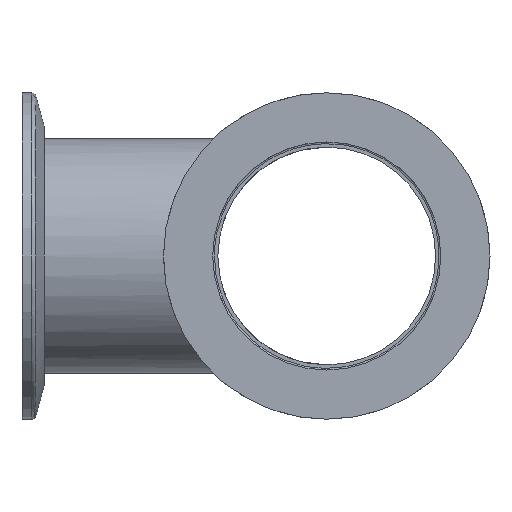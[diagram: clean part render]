
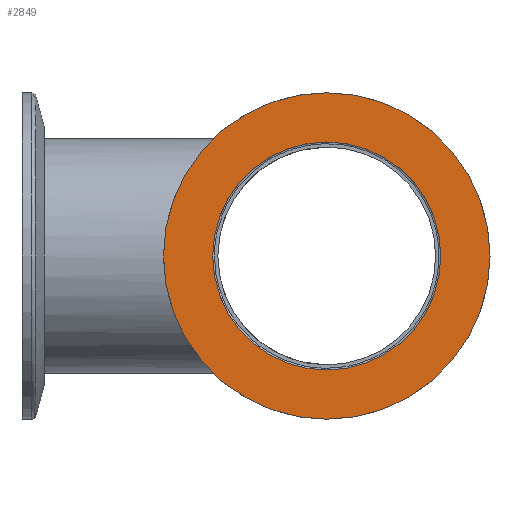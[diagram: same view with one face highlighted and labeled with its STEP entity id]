
A CAD part, left-side view. The second image highlights one B-rep face of the part: STEP entity #2849.
In plain terms, the highlighted planar face has unit normal (-1, 0, 0).
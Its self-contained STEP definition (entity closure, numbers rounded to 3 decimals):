
#36 = DIRECTION ( 'NONE',  ( 1., 0., 0. ) ) ;
#129 = DIRECTION ( 'NONE',  ( 0., 0., -1. ) ) ;
#395 = CIRCLE ( 'NONE', #817, 26.2 ) ;
#405 = AXIS2_PLACEMENT_3D ( 'NONE', #3154, #2657, #129 ) ;
#720 = FACE_BOUND ( 'NONE', #1191, .T. ) ;
#752 = PLANE ( 'NONE',  #983 ) ;
#788 = DIRECTION ( 'NONE',  ( 0., 0., 1. ) ) ;
#817 = AXIS2_PLACEMENT_3D ( 'NONE', #2555, #36, #1789 ) ;
#977 = ORIENTED_EDGE ( 'NONE', *, *, #2869, .T. ) ;
#983 = AXIS2_PLACEMENT_3D ( 'NONE', #1777, #1062, #788 ) ;
#1062 = DIRECTION ( 'NONE',  ( -1., 0., 0. ) ) ;
#1101 = VERTEX_POINT ( 'NONE', #1404 ) ;
#1191 = EDGE_LOOP ( 'NONE', ( #977 ) ) ;
#1404 = CARTESIAN_POINT ( 'NONE',  ( 0., 0., -37.5 ) ) ;
#1777 = CARTESIAN_POINT ( 'NONE',  ( 0., 37.5, 0. ) ) ;
#1789 = DIRECTION ( 'NONE',  ( 0., 0., -1. ) ) ;
#1867 = EDGE_LOOP ( 'NONE', ( #2526 ) ) ;
#2030 = EDGE_CURVE ( 'NONE', #1101, #1101, #2489, .T. ) ;
#2489 = CIRCLE ( 'NONE', #405, 37.5 ) ;
#2526 = ORIENTED_EDGE ( 'NONE', *, *, #2030, .T. ) ;
#2554 = FACE_OUTER_BOUND ( 'NONE', #1867, .T. ) ;
#2555 = CARTESIAN_POINT ( 'NONE',  ( 0., 0., 0. ) ) ;
#2657 = DIRECTION ( 'NONE',  ( -1., 0., 0. ) ) ;
#2849 = ADVANCED_FACE ( 'NONE', ( #720, #2554 ), #752, .T. ) ;
#2869 = EDGE_CURVE ( 'NONE', #3072, #3072, #395, .T. ) ;
#3072 = VERTEX_POINT ( 'NONE', #3173 ) ;
#3154 = CARTESIAN_POINT ( 'NONE',  ( 0., 0., 0. ) ) ;
#3173 = CARTESIAN_POINT ( 'NONE',  ( 0., 0., -26.2 ) ) ;
